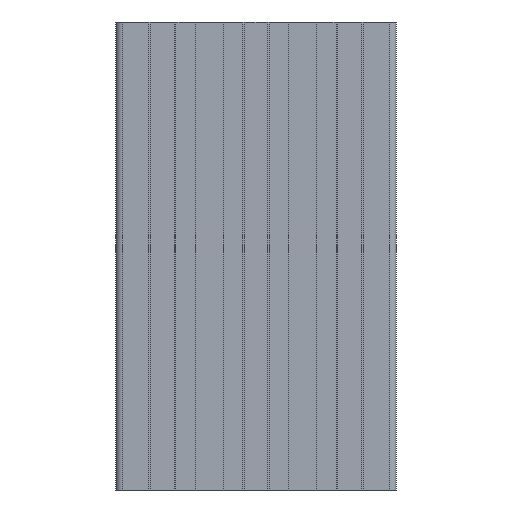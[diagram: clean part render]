
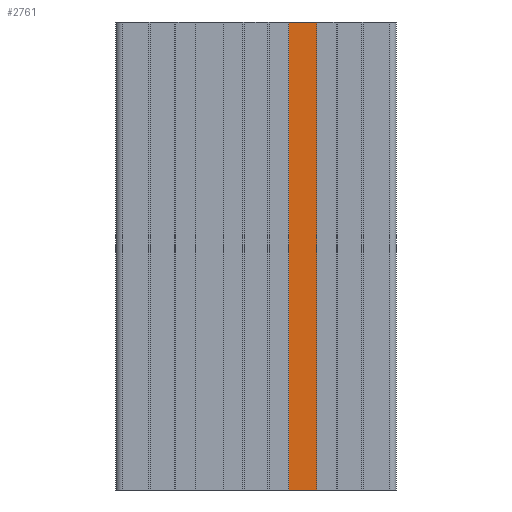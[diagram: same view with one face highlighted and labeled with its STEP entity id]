
A CAD part, left-side view. The second image highlights one B-rep face of the part: STEP entity #2761.
In plain terms, the highlighted planar face has unit normal (-1, 0, 0).
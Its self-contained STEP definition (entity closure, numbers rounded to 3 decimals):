
#191 = EDGE_CURVE ( 'NONE', #9302, #3059, #7768, .T. ) ;
#252 = AXIS2_PLACEMENT_3D ( 'NONE', #3586, #11749, #6578 ) ;
#564 = LINE ( 'NONE', #6704, #3638 ) ;
#815 = CARTESIAN_POINT ( 'NONE',  ( -39., -26., -200. ) ) ;
#2761 = ADVANCED_FACE ( 'NONE', ( #8720 ), #7727, .T. ) ;
#3059 = VERTEX_POINT ( 'NONE', #815 ) ;
#3376 = DIRECTION ( 'NONE',  ( 0., -1., 0. ) ) ;
#3586 = CARTESIAN_POINT ( 'NONE',  ( -39., -14., -200. ) ) ;
#3638 = VECTOR ( 'NONE', #8742, 1000. ) ;
#3765 = DIRECTION ( 'NONE',  ( 0., 0., 1. ) ) ;
#3955 = CARTESIAN_POINT ( 'NONE',  ( -39., -14., 0. ) ) ;
#4388 = CARTESIAN_POINT ( 'NONE',  ( -39., -14., -200. ) ) ;
#5355 = EDGE_CURVE ( 'NONE', #3059, #11264, #8634, .T. ) ;
#5495 = ORIENTED_EDGE ( 'NONE', *, *, #191, .T. ) ;
#5711 = CARTESIAN_POINT ( 'NONE',  ( -39., -14., 0. ) ) ;
#6534 = EDGE_CURVE ( 'NONE', #8727, #11264, #6611, .T. ) ;
#6578 = DIRECTION ( 'NONE',  ( 0., -1., 0. ) ) ;
#6611 = LINE ( 'NONE', #3955, #7110 ) ;
#6630 = EDGE_LOOP ( 'NONE', ( #11855, #13302, #5495, #6652 ) ) ;
#6652 = ORIENTED_EDGE ( 'NONE', *, *, #5355, .T. ) ;
#6704 = CARTESIAN_POINT ( 'NONE',  ( -39., -14., -200. ) ) ;
#7110 = VECTOR ( 'NONE', #11253, 1000. ) ;
#7449 = VECTOR ( 'NONE', #3376, 1000. ) ;
#7727 = PLANE ( 'NONE',  #252 ) ;
#7768 = LINE ( 'NONE', #4388, #7449 ) ;
#8298 = VECTOR ( 'NONE', #3765, 1000. ) ;
#8634 = LINE ( 'NONE', #12006, #8298 ) ;
#8720 = FACE_OUTER_BOUND ( 'NONE', #6630, .T. ) ;
#8727 = VERTEX_POINT ( 'NONE', #5711 ) ;
#8742 = DIRECTION ( 'NONE',  ( 0., 0., 1. ) ) ;
#9302 = VERTEX_POINT ( 'NONE', #10121 ) ;
#9947 = EDGE_CURVE ( 'NONE', #9302, #8727, #564, .T. ) ;
#10121 = CARTESIAN_POINT ( 'NONE',  ( -39., -14., -200. ) ) ;
#11253 = DIRECTION ( 'NONE',  ( 0., -1., 0. ) ) ;
#11264 = VERTEX_POINT ( 'NONE', #12679 ) ;
#11749 = DIRECTION ( 'NONE',  ( -1., 0., 0. ) ) ;
#11855 = ORIENTED_EDGE ( 'NONE', *, *, #6534, .F. ) ;
#12006 = CARTESIAN_POINT ( 'NONE',  ( -39., -26., -200. ) ) ;
#12679 = CARTESIAN_POINT ( 'NONE',  ( -39., -26., 0. ) ) ;
#13302 = ORIENTED_EDGE ( 'NONE', *, *, #9947, .F. ) ;
